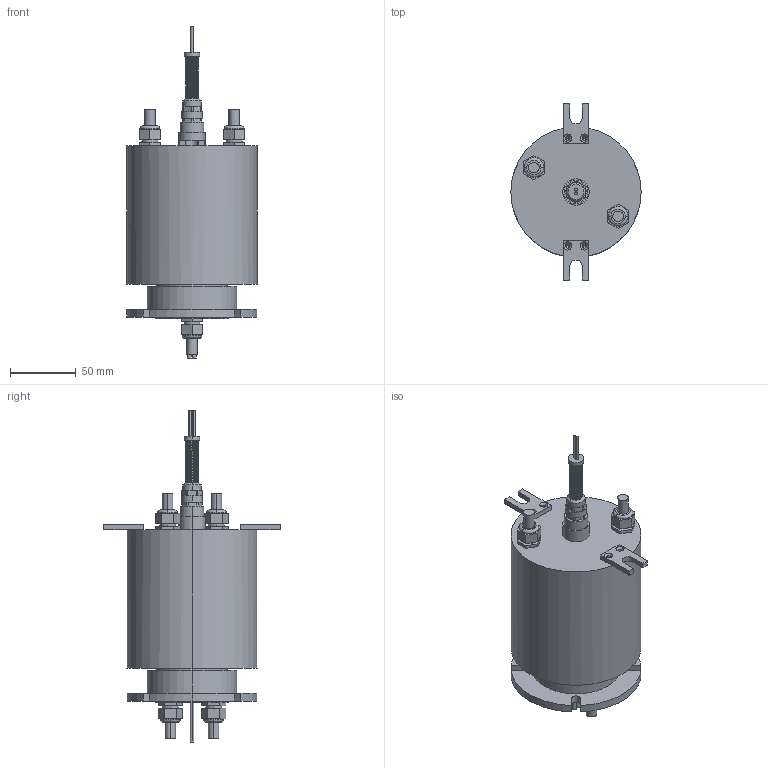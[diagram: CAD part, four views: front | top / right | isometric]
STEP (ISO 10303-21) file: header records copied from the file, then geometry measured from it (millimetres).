
FILE_DESCRIPTION (( 'STEP AP203' ), '1' );
FILE_NAME ('RFO208-P0310-S09.STEP', '2020-07-13T07:34:20', ( '微软用户' ), ( '微软中国' ), 'SwSTEP 2.0', 'SolidWorks 2014', '' );
FILE_SCHEMA (( 'CONFIG_CONTROL_DESIGN' ));
Length unit declared in the file: millimetre
Products named in the file (1): RFO208-P0310-S09
Bounding box: 99 x 134 x 252.4 mm (x, y, z)
Volume: 953918.4 mm3; surface area: 76734.9 mm2
Topology: 1 solids, 1 shells, 298 faces, 744 edges, 478 vertices
Faces by surface type: plane 142, cylinder 126, cone 18, torus 8, bspline 4
Entity records: 13202 total; most frequent: CARTESIAN_POINT 6233, ORIENTED_EDGE 1472, DIRECTION 1395, EDGE_CURVE 736, VERTEX_POINT 478, AXIS2_PLACEMENT_3D 478, VECTOR 439, LINE 439
